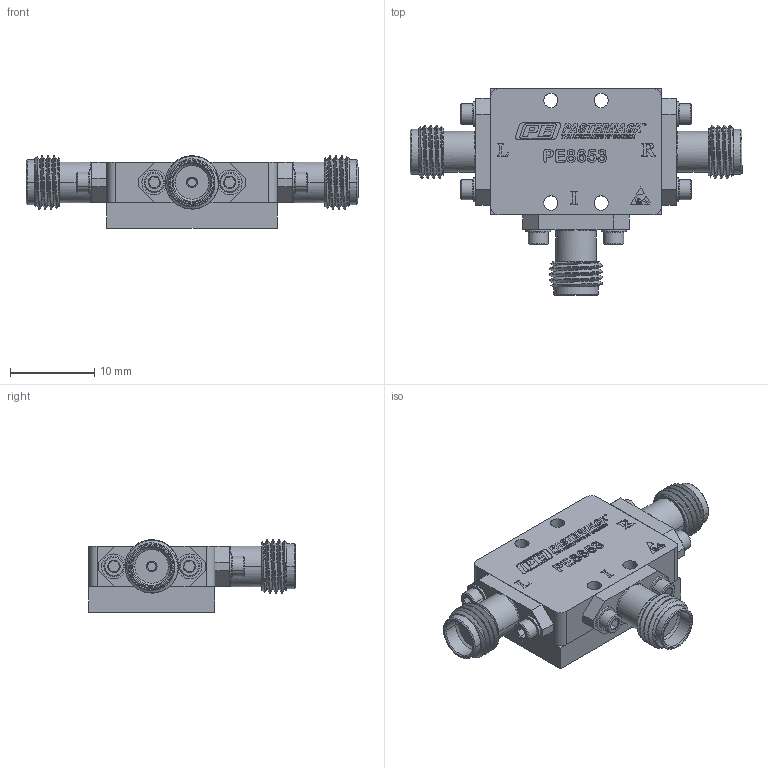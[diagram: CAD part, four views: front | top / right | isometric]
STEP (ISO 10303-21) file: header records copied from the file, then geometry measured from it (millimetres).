
FILE_DESCRIPTION (( 'STEP AP214' ), '1' );
FILE_NAME ('PE8653.STEP', '2018-02-06T22:13:10', ( '' ), ( '' ), 'SwSTEP 2.0', 'SolidWorks 2017', '' );
FILE_SCHEMA (( 'AUTOMOTIVE_DESIGN' ));
Length unit declared in the file: inch
Products named in the file (1): PE8653
Bounding box: 39.47 x 24.56 x 8.63 mm (x, y, z)
Volume: 3060.4 mm3; surface area: 3682.9 mm2
Topology: 15 solids, 15 shells, 1440 faces, 3815 edges, 2490 vertices
Faces by surface type: plane 598, cylinder 449, bspline 270, cone 114, torus 9
Entity records: 81420 total; most frequent: CARTESIAN_POINT 30277, ORIENTED_EDGE 7606, DIRECTION 5600, EDGE_CURVE 3803, VERTEX_POINT 2490, LINE 2094, VECTOR 2094, AXIS2_PLACEMENT_3D 1753
